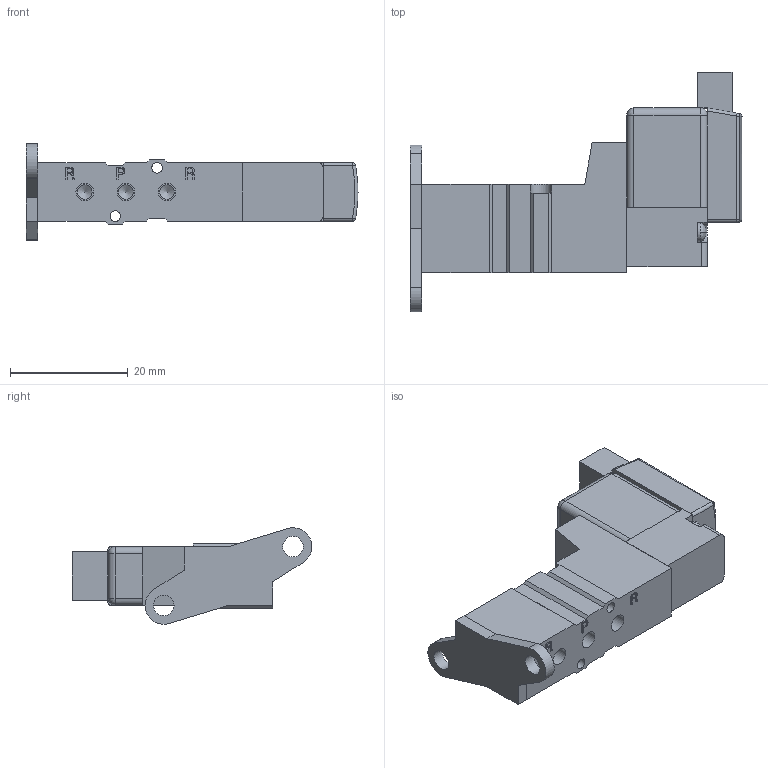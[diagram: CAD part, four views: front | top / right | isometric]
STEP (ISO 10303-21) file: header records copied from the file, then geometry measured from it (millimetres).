
FILE_DESCRIPTION(/* description */ (''),/* implementation_level */ '2;1');
FILE_NAME(/* name */ 'Solenoid, Fwd, Reverse.iam.step',/* time_stamp */ '2020-04-16T23:36:02-04:00',/* author */ ('Jordan'),/* organization */ (''),/* preprocessor_version */ 'ST-DEVELOPER v17',/* originating_system */ 'Autodesk Inventor 2019',/* authorisation */ '');
FILE_SCHEMA (('AUTOMOTIVE_DESIGN { 1 0 10303 214 3 1 1 }'));
Length unit declared in the file: millimetre
Products named in the file (7): Solenoid, Fwd, Reverse; Valve Body; SYJ3120-SMO-M3-F.step_V100_V111-SMO; SYJ3120-SMO-M3-F.step_V100_1; Cover; Bracket; SY113-SMO-PM3-F.step_MAN-OPA_P
Assembly tree (6 placements, depth 3):
  Solenoid, Fwd, Reverse
    Valve Body
    SYJ3120-SMO-M3-F.step_V100_V111-SMO
      SYJ3120-SMO-M3-F.step_V100_1
      Cover
    Bracket
    SY113-SMO-PM3-F.step_MAN-OPA_P
Bounding box: 56.5 x 40.8 x 16.39 mm (x, y, z)
Volume: 10664.4 mm3; surface area: 6735.3 mm2
Topology: 6 solids, 6 shells, 262 faces, 685 edges, 456 vertices
Faces by surface type: plane 157, cylinder 49, bspline 38, cone 9, sphere 8, torus 1
Full cylindrical faces by diameter (mm): 1.6 x2, 1.8 x2, 2 x4, 2.5 x7, 3 x5, 3.2 x2, 3.3 x2, 3.5 x2
Entity records: 9960 total; most frequent: CARTESIAN_POINT 3358, ORIENTED_EDGE 1346, DIRECTION 1245, EDGE_CURVE 673, VERTEX_POINT 456, LINE 447, VECTOR 447, AXIS2_PLACEMENT_3D 399
